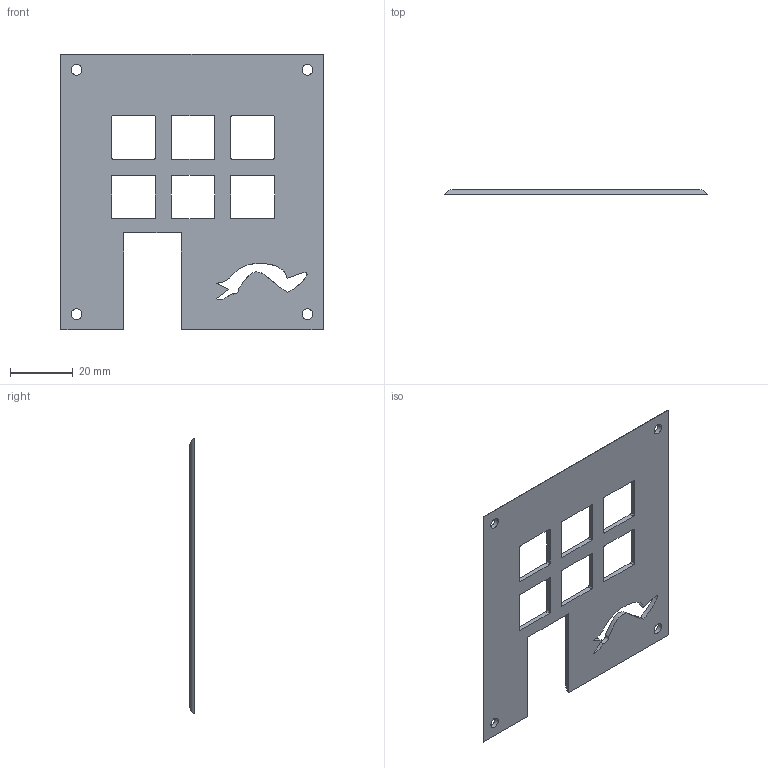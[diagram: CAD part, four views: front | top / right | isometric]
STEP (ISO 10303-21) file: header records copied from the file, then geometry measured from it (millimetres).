
FILE_DESCRIPTION(/* description */ (''),/* implementation_level */ '2;1');
FILE_NAME(/* name */ 'Top.step',/* time_stamp */ '2025-07-10T08:44:54-07:00',/* author */ (''),/* organization */ (''),/* preprocessor_version */ 'ST-DEVELOPER v20.1',/* originating_system */ 'Autodesk Translation Framework v14.10.0.0',/* authorisation */ '');
FILE_SCHEMA (('AUTOMOTIVE_DESIGN { 1 0 10303 214 3 1 1 }'));
Length unit declared in the file: millimetre
Products named in the file (1): Top Case
Bounding box: 83.8 x 1.5 x 88.1 mm (x, y, z)
Volume: 7849.5 mm3; surface area: 11924.9 mm2
Topology: 1 solids, 1 shells, 70 faces, 204 edges, 136 vertices
Faces by surface type: cylinder 33, plane 32, bspline 5
Full cylindrical faces by diameter (mm): 3.4 x4
Entity records: 2903 total; most frequent: CARTESIAN_POINT 938, ORIENTED_EDGE 408, DIRECTION 388, EDGE_CURVE 204, VERTEX_POINT 136, LINE 132, VECTOR 132, AXIS2_PLACEMENT_3D 128
